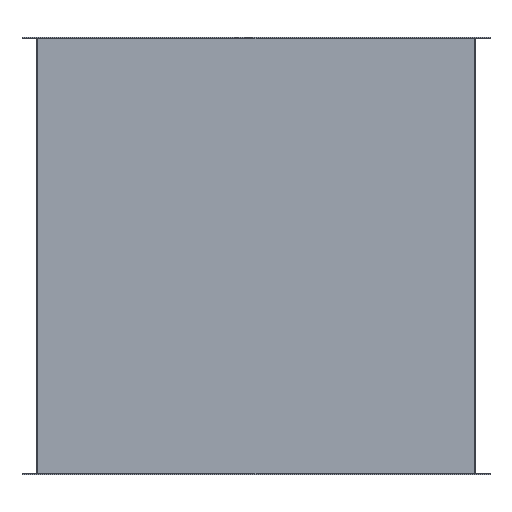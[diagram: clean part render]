
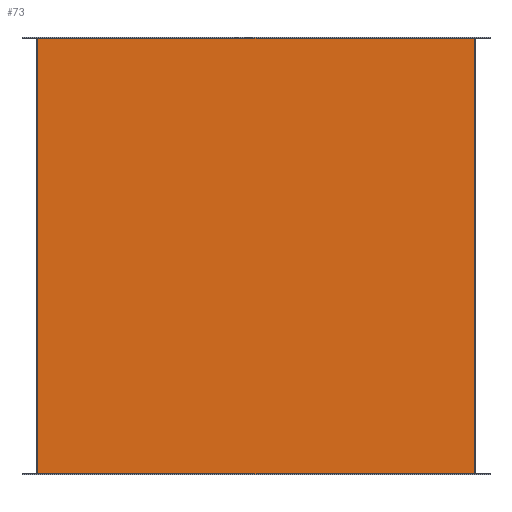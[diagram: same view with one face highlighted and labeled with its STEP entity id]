
A CAD part, front view. The second image highlights one B-rep face of the part: STEP entity #73.
In plain terms, the highlighted planar face has unit normal (0, -1, 0).
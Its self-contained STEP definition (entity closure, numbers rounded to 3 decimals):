
#68 = EDGE_CURVE ( 'NONE', #69, #624, #745, .T. ) ;
#69 = VERTEX_POINT ( 'NONE', #741 ) ;
#73 = ADVANCED_FACE ( 'NONE', ( #736 ), #735, .F. ) ;
#74 = EDGE_LOOP ( 'NONE', ( #75, #77, #78, #80 ) ) ;
#75 = ORIENTED_EDGE ( 'NONE', *, *, #76, .F. ) ;
#76 = EDGE_CURVE ( 'NONE', #614, #624, #790, .T. ) ;
#77 = ORIENTED_EDGE ( 'NONE', *, *, #630, .F. ) ;
#78 = ORIENTED_EDGE ( 'NONE', *, *, #79, .F. ) ;
#79 = EDGE_CURVE ( 'NONE', #69, #623, #786, .T. ) ;
#80 = ORIENTED_EDGE ( 'NONE', *, *, #68, .T. ) ;
#614 = VERTEX_POINT ( 'NONE', #1636 ) ;
#623 = VERTEX_POINT ( 'NONE', #1621 ) ;
#624 = VERTEX_POINT ( 'NONE', #1620 ) ;
#630 = EDGE_CURVE ( 'NONE', #623, #614, #1675, .T. ) ;
#731 = DIRECTION ( 'NONE',  ( -1., 0., 0. ) ) ;
#732 = DIRECTION ( 'NONE',  ( 0., 1., 0. ) ) ;
#733 = AXIS2_PLACEMENT_3D ( 'NONE', #734, #732, #731 ) ;
#734 = CARTESIAN_POINT ( 'NONE',  ( 300., -176., 300. ) ) ;
#735 = PLANE ( 'NONE',  #733 ) ;
#736 = FACE_OUTER_BOUND ( 'NONE', #74, .T. ) ;
#741 = CARTESIAN_POINT ( 'NONE',  ( -301., -176., 299. ) ) ;
#742 = DIRECTION ( 'NONE',  ( 0., 0., -1. ) ) ;
#743 = VECTOR ( 'NONE', #742, 1000. ) ;
#744 = CARTESIAN_POINT ( 'NONE',  ( -301., -176., 300. ) ) ;
#745 = LINE ( 'NONE', #744, #743 ) ;
#783 = DIRECTION ( 'NONE',  ( 1., 0., 0. ) ) ;
#784 = VECTOR ( 'NONE', #783, 1000. ) ;
#785 = CARTESIAN_POINT ( 'NONE',  ( 300., -176., 299. ) ) ;
#786 = LINE ( 'NONE', #785, #784 ) ;
#787 = DIRECTION ( 'NONE',  ( -1., 0., 0. ) ) ;
#788 = VECTOR ( 'NONE', #787, 1000. ) ;
#789 = CARTESIAN_POINT ( 'NONE',  ( 300., -176., -299. ) ) ;
#790 = LINE ( 'NONE', #789, #788 ) ;
#1620 = CARTESIAN_POINT ( 'NONE',  ( -301., -176., -299. ) ) ;
#1621 = CARTESIAN_POINT ( 'NONE',  ( 301., -176., 299. ) ) ;
#1636 = CARTESIAN_POINT ( 'NONE',  ( 301., -176., -299. ) ) ;
#1672 = DIRECTION ( 'NONE',  ( 0., 0., -1. ) ) ;
#1673 = VECTOR ( 'NONE', #1672, 1000. ) ;
#1674 = CARTESIAN_POINT ( 'NONE',  ( 301., -176., 300. ) ) ;
#1675 = LINE ( 'NONE', #1674, #1673 ) ;
